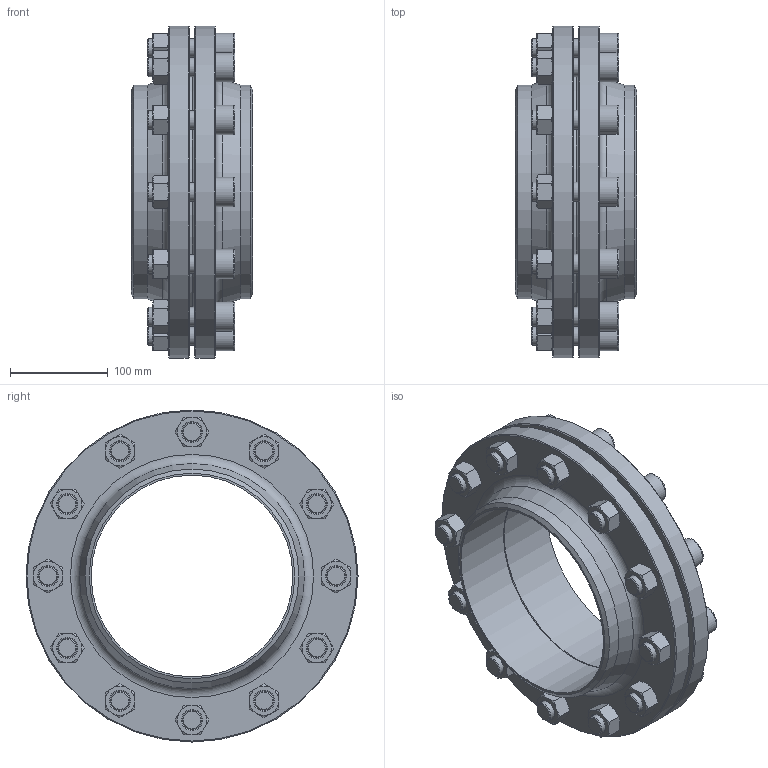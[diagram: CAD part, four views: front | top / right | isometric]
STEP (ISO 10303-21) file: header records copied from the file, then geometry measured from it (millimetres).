
FILE_DESCRIPTION(/* description */ (''),/* implementation_level */ '2;1');
FILE_NAME(/* name */ 'DFK200.stp',/* time_stamp */ '2025-01-16T07:33:17+01:00',/* author */ (''),/* organization */ (''),/* preprocessor_version */ 'ST-DEVELOPER v16',/* originating_system */ 'SIEMENS PLM Software NX 10.0',/* authorisation */ '');
FILE_SCHEMA (('AP203_CONFIGURATION_CONTROLLED_3D_DESIGN_OF_MECHANICAL_PARTS_AND_ASSEMBLIES_MIM_LF { 1 0 10303 403 2 1 2}'));
Length unit declared in the file: millimetre
Products named in the file (1): lwes44602A4F5zwn
Bounding box: 124 x 340 x 340 mm (x, y, z)
Volume: 3288032.3 mm3; surface area: 572654.8 mm2
Topology: 27 solids, 27 shells, 731 faces, 1518 edges, 857 vertices
Faces by surface type: cone 336, plane 286, cylinder 68, torus 40, revolution 1
Full cylindrical faces by diameter (mm): 18.344 x12, 19.623 x12, 22 x24, 30 x12, 206.5 x2, 219.1 x2, 224.21 x1, 241.7 x1, 340 x2
Entity records: 17910 total; most frequent: CARTESIAN_POINT 3982, DIRECTION 2901, ORIENTED_EDGE 2444, AXIS2_PLACEMENT_3D 1306, EDGE_CURVE 1222, EDGE_LOOP 1052, VERTEX_POINT 803, ADVANCED_FACE 731
